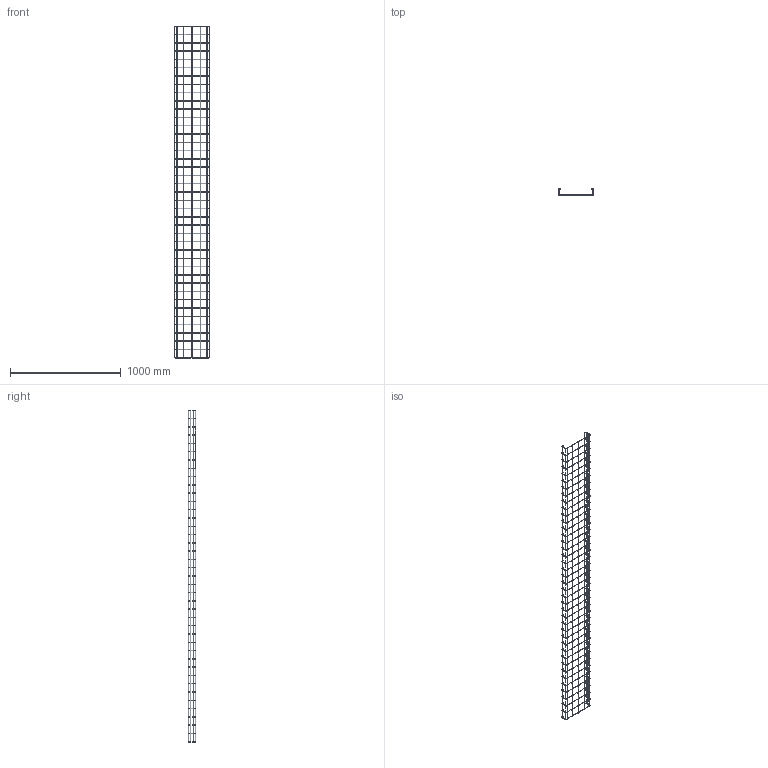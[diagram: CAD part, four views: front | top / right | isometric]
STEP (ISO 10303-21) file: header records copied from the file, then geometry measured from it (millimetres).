
FILE_DESCRIPTION (( 'STEP AP214' ), '1' );
FILE_NAME ('6016253.stp', '2023-05-16T07:13:24', ( '' ), ( '' ), 'SwSTEP 2.0', 'SolidWorks 2022', '' );
FILE_SCHEMA (( 'AUTOMOTIVE_DESIGN' ));
Length unit declared in the file: millimetre
Products named in the file (1): 6016253
Bounding box: 316.6 x 66.6 x 3004.4 mm (x, y, z)
Volume: 771244 mm3; surface area: 697459.8 mm2
Topology: 1 solids, 1 shells, 484 faces, 1675 edges, 1131 vertices
Faces by surface type: cylinder 216, torus 164, plane 104
Full cylindrical faces by diameter (mm): 4.4 x216
Entity records: 35316 total; most frequent: CARTESIAN_POINT 23940, ORIENTED_EDGE 1766, EDGE_LOOP 1766, DIRECTION 1670, FACE_BOUND 902, VERTEX_POINT 883, EDGE_CURVE 883, FACE_OUTER_BOUND 864
